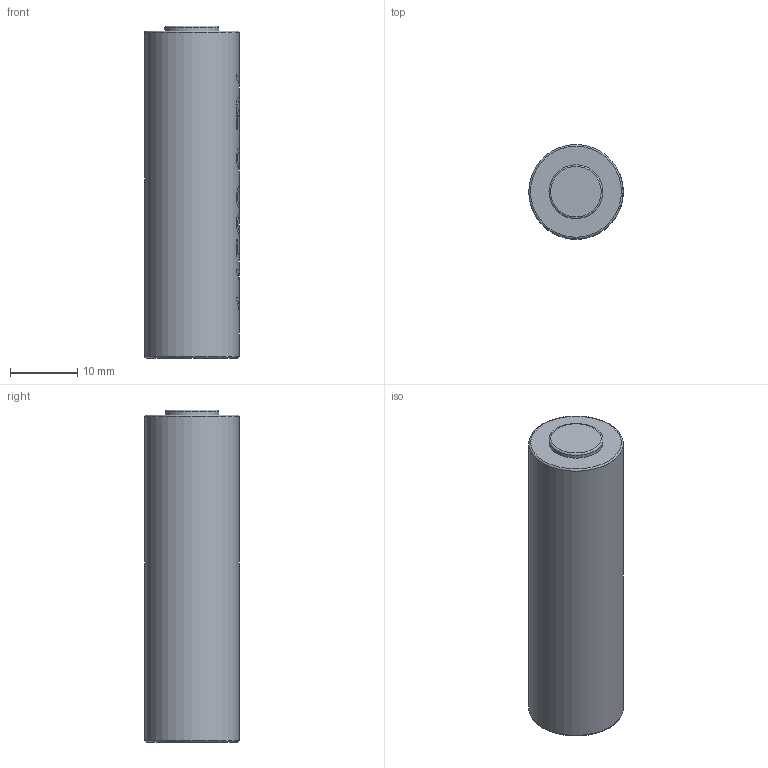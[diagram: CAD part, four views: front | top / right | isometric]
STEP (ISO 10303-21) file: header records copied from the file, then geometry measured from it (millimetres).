
FILE_DESCRIPTION(/* description */ (''),/* implementation_level */ '2;1');
FILE_NAME(/* name */ '14500_battery.step',/* time_stamp */ '2025-10-09T00:47:45+02:00',/* author */ (''),/* organization */ (''),/* preprocessor_version */ 'ST-DEVELOPER v20.1',/* originating_system */ 'Autodesk Translation Framework v14.17.0.0',/* authorisation */ '');
FILE_SCHEMA (('AUTOMOTIVE_DESIGN { 1 0 10303 214 3 1 1 }'));
Length unit declared in the file: millimetre
Products named in the file (1): 14500_battery
Bounding box: 14.01 x 14 x 49.25 mm (x, y, z)
Volume: 7497.7 mm3; surface area: 2452 mm2
Topology: 1 solids, 1 shells, 81 faces, 192 edges, 127 vertices
Faces by surface type: plane 33, bspline 30, cylinder 15, torus 3
Full cylindrical faces by diameter (mm): 8 x2, 14 x1
Entity records: 3852 total; most frequent: CARTESIAN_POINT 2168, ORIENTED_EDGE 384, DIRECTION 230, EDGE_CURVE 192, VERTEX_POINT 127, EDGE_LOOP 95, B_SPLINE_CURVE_WITH_KNOTS 89, FACE_OUTER_BOUND 81
